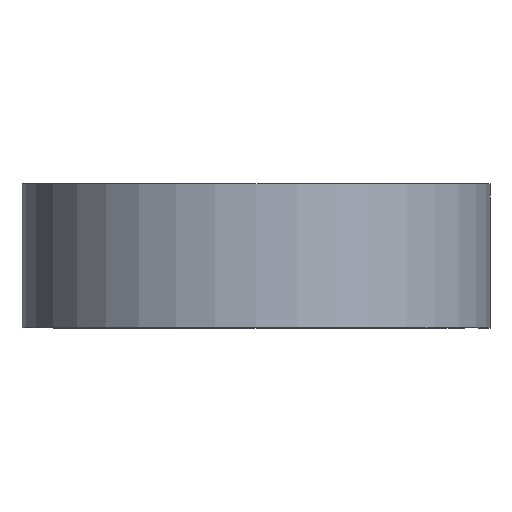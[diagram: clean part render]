
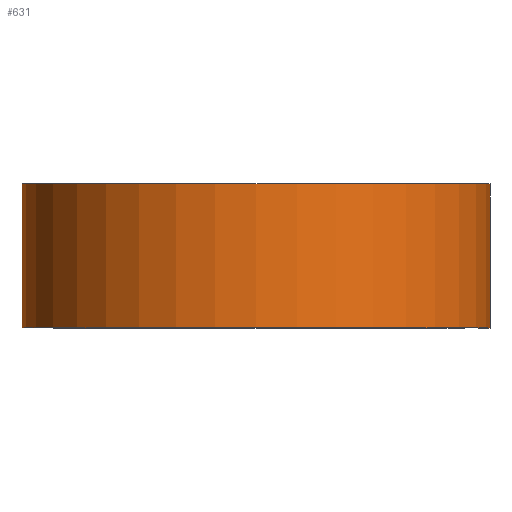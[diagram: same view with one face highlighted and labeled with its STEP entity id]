
A CAD part, top view. The second image highlights one B-rep face of the part: STEP entity #631.
In plain terms, the highlighted cylindrical face has radius 25.819 mm (diameter 51.638 mm), a partial arc.
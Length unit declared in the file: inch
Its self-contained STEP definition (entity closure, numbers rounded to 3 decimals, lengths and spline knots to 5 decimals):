
#19 = VERTEX_POINT ( 'NONE', #202 ) ;
#20 = DIRECTION ( 'NONE',  ( 0., 1., 0. ) ) ;
#37 = CARTESIAN_POINT ( 'NONE',  ( 0., 0.3125, 0. ) ) ;
#44 = AXIS2_PLACEMENT_3D ( 'NONE', #191, #83, #76 ) ;
#50 = CARTESIAN_POINT ( 'NONE',  ( 0., -0.3125, 0. ) ) ;
#63 = EDGE_CURVE ( 'NONE', #508, #690, #410, .T. ) ;
#76 = DIRECTION ( 'NONE',  ( 1., 0., 0. ) ) ;
#83 = DIRECTION ( 'NONE',  ( 0., 1., 0. ) ) ;
#84 = ORIENTED_EDGE ( 'NONE', *, *, #449, .T. ) ;
#99 = ORIENTED_EDGE ( 'NONE', *, *, #385, .T. ) ;
#106 = DIRECTION ( 'NONE',  ( 1., 0., 0. ) ) ;
#143 = VERTEX_POINT ( 'NONE', #458 ) ;
#160 = EDGE_LOOP ( 'NONE', ( #99, #274, #676, #84 ) ) ;
#178 = DIRECTION ( 'NONE',  ( 0., -1., 0. ) ) ;
#191 = CARTESIAN_POINT ( 'NONE',  ( 0., 0.3125, 0. ) ) ;
#199 = CIRCLE ( 'NONE', #530, 1.0165 ) ;
#202 = CARTESIAN_POINT ( 'NONE',  ( 0., -0.3125, -1.0165 ) ) ;
#274 = ORIENTED_EDGE ( 'NONE', *, *, #408, .F. ) ;
#276 = CARTESIAN_POINT ( 'NONE',  ( 0., 0.3125, -1.0165 ) ) ;
#385 = EDGE_CURVE ( 'NONE', #19, #143, #199, .T. ) ;
#393 = CARTESIAN_POINT ( 'NONE',  ( 1.0165, 0.3125, 0. ) ) ;
#405 = DIRECTION ( 'NONE',  ( 0., -1., 0. ) ) ;
#408 = EDGE_CURVE ( 'NONE', #690, #143, #673, .T. ) ;
#410 = CIRCLE ( 'NONE', #44, 1.0165 ) ;
#449 = EDGE_CURVE ( 'NONE', #508, #19, #609, .T. ) ;
#458 = CARTESIAN_POINT ( 'NONE',  ( 1.0165, -0.3125, 0. ) ) ;
#489 = DIRECTION ( 'NONE',  ( 0., 0., -1. ) ) ;
#500 = CYLINDRICAL_SURFACE ( 'NONE', #720, 1.0165 ) ;
#508 = VERTEX_POINT ( 'NONE', #276 ) ;
#513 = FACE_OUTER_BOUND ( 'NONE', #160, .T. ) ;
#514 = DIRECTION ( 'NONE',  ( 0., -1., 0. ) ) ;
#530 = AXIS2_PLACEMENT_3D ( 'NONE', #50, #20, #106 ) ;
#567 = CARTESIAN_POINT ( 'NONE',  ( 0., 0.3125, -1.0165 ) ) ;
#602 = CARTESIAN_POINT ( 'NONE',  ( 1.0165, 0.3125, 0. ) ) ;
#609 = LINE ( 'NONE', #567, #620 ) ;
#620 = VECTOR ( 'NONE', #514, 39.37008 ) ;
#631 = ADVANCED_FACE ( 'NONE', ( #513 ), #500, .T. ) ;
#673 = LINE ( 'NONE', #393, #688 ) ;
#676 = ORIENTED_EDGE ( 'NONE', *, *, #63, .F. ) ;
#688 = VECTOR ( 'NONE', #405, 39.37008 ) ;
#690 = VERTEX_POINT ( 'NONE', #602 ) ;
#720 = AXIS2_PLACEMENT_3D ( 'NONE', #37, #178, #489 ) ;
